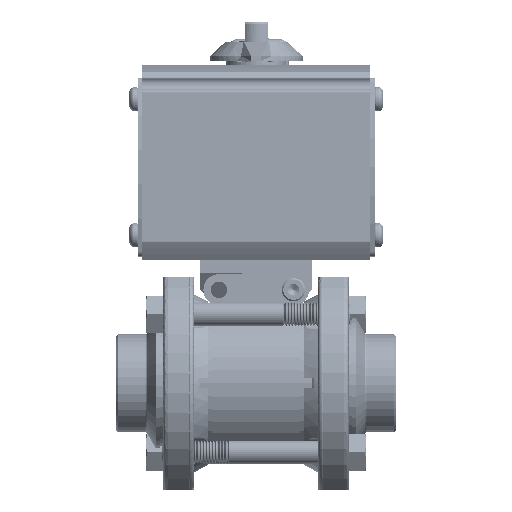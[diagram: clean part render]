
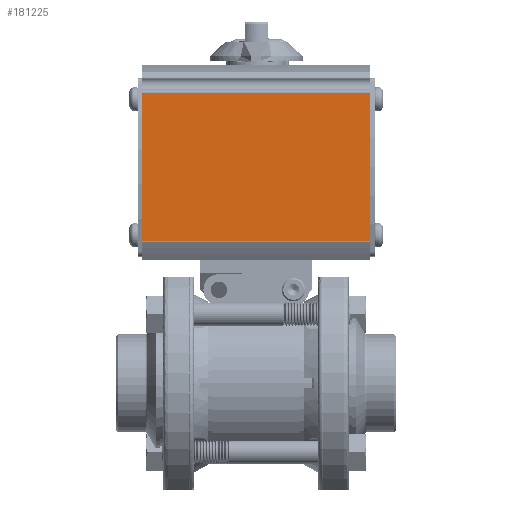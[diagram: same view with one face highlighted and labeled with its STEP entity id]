
A CAD part, top view. The second image highlights one B-rep face of the part: STEP entity #181225.
In plain terms, the highlighted planar face has unit normal (0, 0, 1).
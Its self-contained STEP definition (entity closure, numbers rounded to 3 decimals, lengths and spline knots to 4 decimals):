
#154 = DIRECTION ( 'NONE',  ( 0., -1., 0. ) ) ;
#915 = DIRECTION ( 'NONE',  ( 1., 0., 0. ) ) ;
#1186 = ORIENTED_EDGE ( 'NONE', *, *, #131089, .F. ) ;
#8782 = VECTOR ( 'NONE', #45005, 39.3701 ) ;
#10053 = VERTEX_POINT ( 'NONE', #15320 ) ;
#15139 = CARTESIAN_POINT ( 'NONE',  ( 1.5441, 3.8004, 3.281 ) ) ;
#15284 = CARTESIAN_POINT ( 'NONE',  ( -5.0238, 1.7988, 3.281 ) ) ;
#15320 = CARTESIAN_POINT ( 'NONE',  ( 1.5441, 1.7988, 3.281 ) ) ;
#18821 = VECTOR ( 'NONE', #154, 39.3701 ) ;
#19482 = DIRECTION ( 'NONE',  ( -1., 0., 0. ) ) ;
#25011 = EDGE_CURVE ( 'NONE', #110182, #44028, #110532, .T. ) ;
#25636 = DIRECTION ( 'NONE',  ( 0., -1., 0. ) ) ;
#39140 = VECTOR ( 'NONE', #915, 39.3701 ) ;
#44028 = VERTEX_POINT ( 'NONE', #168744 ) ;
#45005 = DIRECTION ( 'NONE',  ( 0., 1., 0. ) ) ;
#52447 = ORIENTED_EDGE ( 'NONE', *, *, #25011, .T. ) ;
#61207 = VERTEX_POINT ( 'NONE', #79240 ) ;
#72533 = VECTOR ( 'NONE', #19482, 39.3701 ) ;
#76365 = CARTESIAN_POINT ( 'NONE',  ( -5.0238, 3.7931, 3.281 ) ) ;
#77130 = LINE ( 'NONE', #15284, #39140 ) ;
#78502 = EDGE_LOOP ( 'NONE', ( #1186, #52447, #120650, #116541 ) ) ;
#79240 = CARTESIAN_POINT ( 'NONE',  ( -1.5109, 1.7988, 3.281 ) ) ;
#94903 = LINE ( 'NONE', #15139, #18821 ) ;
#96210 = CARTESIAN_POINT ( 'NONE',  ( -5.0238, 3.8004, 3.281 ) ) ;
#110182 = VERTEX_POINT ( 'NONE', #153693 ) ;
#110532 = LINE ( 'NONE', #76365, #72533 ) ;
#111200 = DIRECTION ( 'NONE',  ( 0., 0., -1. ) ) ;
#116279 = EDGE_CURVE ( 'NONE', #61207, #44028, #118293, .T. ) ;
#116541 = ORIENTED_EDGE ( 'NONE', *, *, #120464, .T. ) ;
#118293 = LINE ( 'NONE', #159348, #8782 ) ;
#120464 = EDGE_CURVE ( 'NONE', #61207, #10053, #77130, .T. ) ;
#120650 = ORIENTED_EDGE ( 'NONE', *, *, #116279, .F. ) ;
#131089 = EDGE_CURVE ( 'NONE', #110182, #10053, #94903, .T. ) ;
#153693 = CARTESIAN_POINT ( 'NONE',  ( 1.5441, 3.7931, 3.281 ) ) ;
#159348 = CARTESIAN_POINT ( 'NONE',  ( -1.5109, 3.8004, 3.281 ) ) ;
#168744 = CARTESIAN_POINT ( 'NONE',  ( -1.5109, 3.7931, 3.281 ) ) ;
#174934 = AXIS2_PLACEMENT_3D ( 'NONE', #96210, #111200, #25636 ) ;
#178692 = FACE_OUTER_BOUND ( 'NONE', #78502, .T. ) ;
#181225 = ADVANCED_FACE ( 'NONE', ( #178692 ), #182564, .F. ) ;
#182564 = PLANE ( 'NONE',  #174934 ) ;
